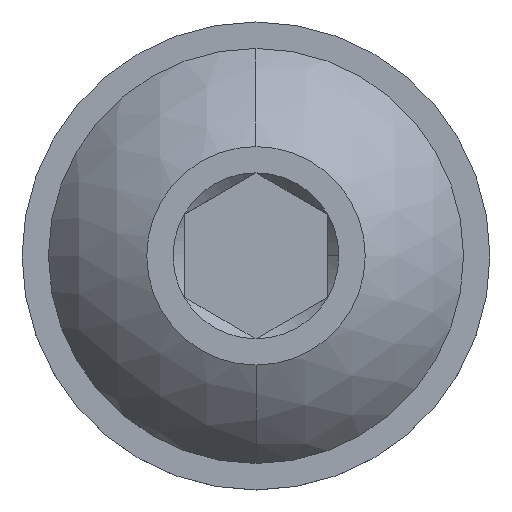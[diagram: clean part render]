
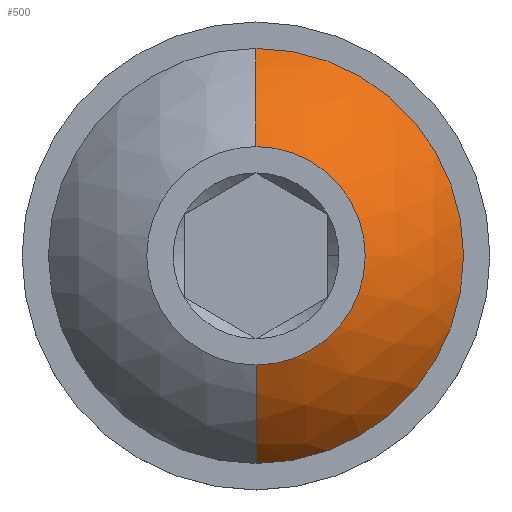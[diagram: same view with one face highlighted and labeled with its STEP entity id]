
A CAD part, top view. The second image highlights one B-rep face of the part: STEP entity #500.
In plain terms, the highlighted spherical face has radius 5.472 mm.
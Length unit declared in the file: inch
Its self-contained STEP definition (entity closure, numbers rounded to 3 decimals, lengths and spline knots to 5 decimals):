
#500 = ADVANCED_FACE ( 'NONE', ( #2959 ), #2965, .T. ) ;
#1131 = EDGE_CURVE ( 'NONE', #2909, #3124, #3030, .T. ) ;
#1134 = EDGE_CURVE ( 'NONE', #2909, #3120, #3040, .T. ) ;
#1156 = EDGE_CURVE ( 'NONE', #3124, #3178, #1692, .T. ) ;
#1157 = EDGE_CURVE ( 'NONE', #3178, #3120, #3062, .T. ) ;
#1211 = AXIS2_PLACEMENT_3D ( 'NONE', #1473, #1481, #1463 ) ;
#1233 = AXIS2_PLACEMENT_3D ( 'NONE', #1896, #1895, #1894 ) ;
#1463 = DIRECTION ( 'NONE',  ( 0., -1., 0. ) ) ;
#1473 = CARTESIAN_POINT ( 'NONE',  ( 0., 0., -0.19336 ) ) ;
#1481 = DIRECTION ( 'NONE',  ( 1., 0., 0. ) ) ;
#1627 = CARTESIAN_POINT ( 'NONE',  ( 0., -0.1805, -0.07575 ) ) ;
#1630 = CARTESIAN_POINT ( 'NONE',  ( 0., -0.095, 0. ) ) ;
#1650 = CARTESIAN_POINT ( 'NONE',  ( 0., 0.095, 0. ) ) ;
#1653 = CARTESIAN_POINT ( 'NONE',  ( 0., 0.1805, -0.07575 ) ) ;
#1692 = CIRCLE ( 'NONE', #2535, 0.21543 ) ;
#1758 = DIRECTION ( 'NONE',  ( 1., 0., 0. ) ) ;
#1759 = DIRECTION ( 'NONE',  ( 0., 0., 1. ) ) ;
#1760 = CARTESIAN_POINT ( 'NONE',  ( 0., 0., 0. ) ) ;
#1763 = DIRECTION ( 'NONE',  ( 0., -1., 0. ) ) ;
#1764 = DIRECTION ( 'NONE',  ( -1., 0., 0. ) ) ;
#1765 = CARTESIAN_POINT ( 'NONE',  ( 0., 0., -0.19336 ) ) ;
#1880 = DIRECTION ( 'NONE',  ( 0., 1., 0. ) ) ;
#1881 = DIRECTION ( 'NONE',  ( 1., 0., 0. ) ) ;
#1882 = CARTESIAN_POINT ( 'NONE',  ( 0., 0., -0.19336 ) ) ;
#1894 = DIRECTION ( 'NONE',  ( -1., 0., 0. ) ) ;
#1895 = DIRECTION ( 'NONE',  ( 0., 0., -1. ) ) ;
#1896 = CARTESIAN_POINT ( 'NONE',  ( 0., 0., -0.07575 ) ) ;
#2529 = AXIS2_PLACEMENT_3D ( 'NONE', #1882, #1881, #1880 ) ;
#2535 = AXIS2_PLACEMENT_3D ( 'NONE', #1765, #1764, #1763 ) ;
#2536 = AXIS2_PLACEMENT_3D ( 'NONE', #1760, #1759, #1758 ) ;
#2821 = ORIENTED_EDGE ( 'NONE', *, *, #1156, .F. ) ;
#2892 = ORIENTED_EDGE ( 'NONE', *, *, #1131, .F. ) ;
#2909 = VERTEX_POINT ( 'NONE', #1653 ) ;
#2959 = FACE_OUTER_BOUND ( 'NONE', #3241, .T. ) ;
#2965 = SPHERICAL_SURFACE ( 'NONE', #1211, 0.21543 ) ;
#3030 = CIRCLE ( 'NONE', #1233, 0.1805 ) ;
#3040 = CIRCLE ( 'NONE', #2529, 0.21543 ) ;
#3062 = CIRCLE ( 'NONE', #2536, 0.095 ) ;
#3120 = VERTEX_POINT ( 'NONE', #1650 ) ;
#3124 = VERTEX_POINT ( 'NONE', #1627 ) ;
#3152 = ORIENTED_EDGE ( 'NONE', *, *, #1134, .T. ) ;
#3175 = ORIENTED_EDGE ( 'NONE', *, *, #1157, .F. ) ;
#3178 = VERTEX_POINT ( 'NONE', #1630 ) ;
#3241 = EDGE_LOOP ( 'NONE', ( #2892, #3152, #3175, #2821 ) ) ;
